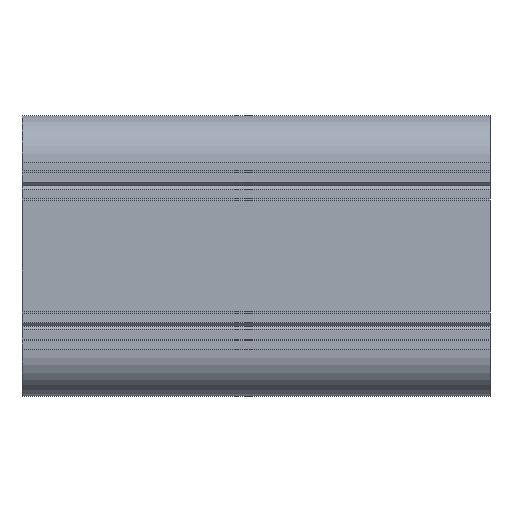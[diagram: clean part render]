
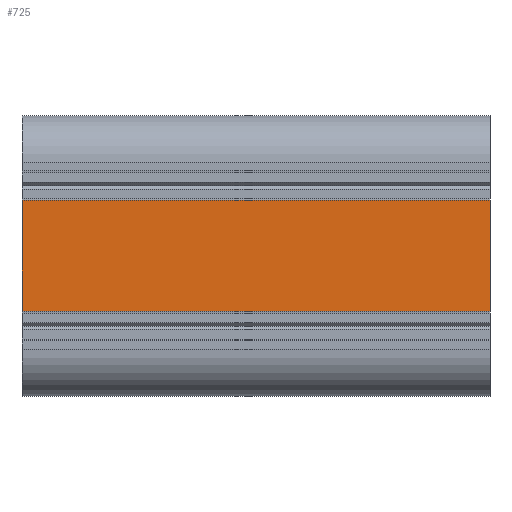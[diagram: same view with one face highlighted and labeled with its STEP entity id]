
A CAD part, top view. The second image highlights one B-rep face of the part: STEP entity #725.
In plain terms, the highlighted planar face has unit normal (0, 0, 1).
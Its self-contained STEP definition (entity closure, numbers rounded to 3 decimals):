
#530 = AXIS2_PLACEMENT_3D ( 'NONE', #2314, #2323, #2324 ) ;
#725 = ADVANCED_FACE ( 'NONE', ( #2980 ), #2321, .F. ) ;
#1079 = ORIENTED_EDGE ( 'NONE', *, *, #3882, .T. ) ;
#1080 = ORIENTED_EDGE ( 'NONE', *, *, #3883, .F. ) ;
#1081 = ORIENTED_EDGE ( 'NONE', *, *, #3884, .F. ) ;
#1082 = ORIENTED_EDGE ( 'NONE', *, *, #3880, .T. ) ;
#2060 = CARTESIAN_POINT ( 'NONE',  ( 63.809, 11.85, 15. ) ) ;
#2087 = CARTESIAN_POINT ( 'NONE',  ( -36.191, -11.85, 15. ) ) ;
#2110 = CARTESIAN_POINT ( 'NONE',  ( -36.191, 11.85, 15. ) ) ;
#2111 = CARTESIAN_POINT ( 'NONE',  ( 63.809, -11.85, 15. ) ) ;
#2314 = CARTESIAN_POINT ( 'NONE',  ( 63.809, 11.85, 15. ) ) ;
#2321 = PLANE ( 'NONE',  #530 ) ;
#2323 = DIRECTION ( 'NONE',  ( 0., 0., -1. ) ) ;
#2324 = DIRECTION ( 'NONE',  ( -1., 0., 0. ) ) ;
#2710 = LINE ( 'NONE', #3388, #2713 ) ;
#2712 = LINE ( 'NONE', #3383, #2721 ) ;
#2713 = VECTOR ( 'NONE', #3390, 1000. ) ;
#2714 = LINE ( 'NONE', #3392, #2717 ) ;
#2716 = LINE ( 'NONE', #3394, #2719 ) ;
#2717 = VECTOR ( 'NONE', #3393, 1000. ) ;
#2719 = VECTOR ( 'NONE', #3396, 1000. ) ;
#2721 = VECTOR ( 'NONE', #3397, 1000. ) ;
#2792 = VERTEX_POINT ( 'NONE', #2060 ) ;
#2819 = VERTEX_POINT ( 'NONE', #2087 ) ;
#2858 = VERTEX_POINT ( 'NONE', #2110 ) ;
#2859 = VERTEX_POINT ( 'NONE', #2111 ) ;
#2980 = FACE_OUTER_BOUND ( 'NONE', #5249, .T. ) ;
#3383 = CARTESIAN_POINT ( 'NONE',  ( 63.809, 11.85, 15. ) ) ;
#3388 = CARTESIAN_POINT ( 'NONE',  ( 63.809, 11.85, 15. ) ) ;
#3390 = DIRECTION ( 'NONE',  ( -1., 0., 0. ) ) ;
#3392 = CARTESIAN_POINT ( 'NONE',  ( -36.191, 11.85, 15. ) ) ;
#3393 = DIRECTION ( 'NONE',  ( 0., -1., 0. ) ) ;
#3394 = CARTESIAN_POINT ( 'NONE',  ( 63.809, -11.85, 15. ) ) ;
#3396 = DIRECTION ( 'NONE',  ( -1., 0., 0. ) ) ;
#3397 = DIRECTION ( 'NONE',  ( 0., -1., 0. ) ) ;
#3880 = EDGE_CURVE ( 'NONE', #2792, #2858, #2710, .T. ) ;
#3882 = EDGE_CURVE ( 'NONE', #2858, #2819, #2714, .T. ) ;
#3883 = EDGE_CURVE ( 'NONE', #2859, #2819, #2716, .T. ) ;
#3884 = EDGE_CURVE ( 'NONE', #2792, #2859, #2712, .T. ) ;
#5249 = EDGE_LOOP ( 'NONE', ( #1079, #1080, #1081, #1082 ) ) ;
